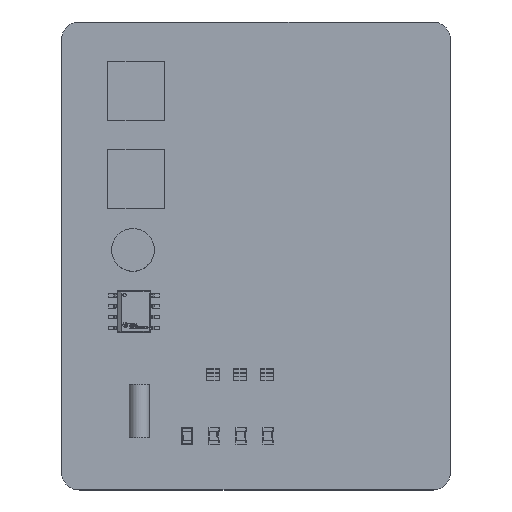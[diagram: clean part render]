
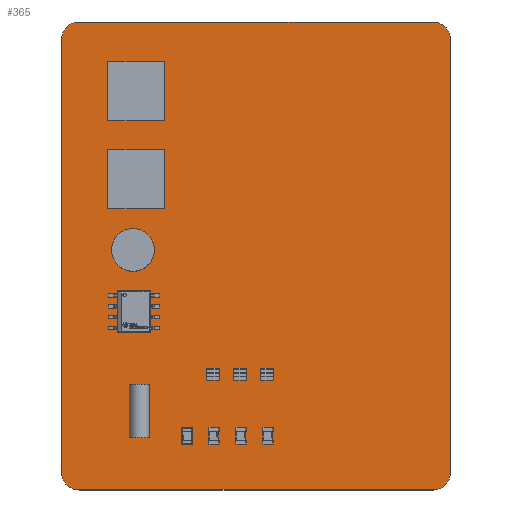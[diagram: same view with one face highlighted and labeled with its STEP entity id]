
A CAD part, top view. The second image highlights one B-rep face of the part: STEP entity #365.
In plain terms, the highlighted planar face has unit normal (0, 0, 1).
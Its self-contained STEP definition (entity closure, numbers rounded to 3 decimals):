
#100 = VERTEX_POINT('',#101);
#101 = CARTESIAN_POINT('',(82.804,27.432,0.411));
#107 = EDGE_CURVE('',#100,#108,#110,.T.);
#108 = VERTEX_POINT('',#109);
#109 = CARTESIAN_POINT('',(82.804,78.232,0.411));
#110 = LINE('',#111,#112);
#111 = CARTESIAN_POINT('',(82.804,27.432,0.411));
#112 = VECTOR('',#113,1.);
#113 = DIRECTION('',(0.,1.,0.));
#138 = EDGE_CURVE('',#108,#139,#141,.T.);
#139 = VERTEX_POINT('',#140);
#140 = CARTESIAN_POINT('',(84.836,80.391,0.411));
#141 = CIRCLE('',#142,2.097);
#142 = AXIS2_PLACEMENT_3D('',#143,#144,#145);
#143 = CARTESIAN_POINT('',(84.9,78.295,0.411));
#144 = DIRECTION('',(0.,0.,-1.));
#145 = DIRECTION('',(-1.,-0.03,0.));
#171 = EDGE_CURVE('',#139,#172,#174,.T.);
#172 = VERTEX_POINT('',#173);
#173 = CARTESIAN_POINT('',(126.365,80.391,0.411));
#174 = LINE('',#175,#176);
#175 = CARTESIAN_POINT('',(84.836,80.391,0.411));
#176 = VECTOR('',#177,1.);
#177 = DIRECTION('',(1.,0.,0.));
#202 = EDGE_CURVE('',#172,#203,#205,.T.);
#203 = VERTEX_POINT('',#204);
#204 = CARTESIAN_POINT('',(128.524,78.359,0.411));
#205 = CIRCLE('',#206,2.097);
#206 = AXIS2_PLACEMENT_3D('',#207,#208,#209);
#207 = CARTESIAN_POINT('',(126.428,78.295,0.411));
#208 = DIRECTION('',(0.,0.,-1.));
#209 = DIRECTION('',(-0.03,1.,0.));
#235 = EDGE_CURVE('',#203,#236,#238,.T.);
#236 = VERTEX_POINT('',#237);
#237 = CARTESIAN_POINT('',(128.524,27.559,0.411));
#238 = LINE('',#239,#240);
#239 = CARTESIAN_POINT('',(128.524,78.359,0.411));
#240 = VECTOR('',#241,1.);
#241 = DIRECTION('',(0.,-1.,0.));
#266 = EDGE_CURVE('',#236,#267,#269,.T.);
#267 = VERTEX_POINT('',#268);
#268 = CARTESIAN_POINT('',(126.492,25.4,0.411));
#269 = CIRCLE('',#270,2.097);
#270 = AXIS2_PLACEMENT_3D('',#271,#272,#273);
#271 = CARTESIAN_POINT('',(126.428,27.496,0.411));
#272 = DIRECTION('',(0.,0.,-1.));
#273 = DIRECTION('',(1.,0.03,0.));
#299 = EDGE_CURVE('',#267,#300,#302,.T.);
#300 = VERTEX_POINT('',#301);
#301 = CARTESIAN_POINT('',(84.963,25.4,0.411));
#302 = LINE('',#303,#304);
#303 = CARTESIAN_POINT('',(126.492,25.4,0.411));
#304 = VECTOR('',#305,1.);
#305 = DIRECTION('',(-1.,0.,0.));
#330 = EDGE_CURVE('',#300,#100,#331,.T.);
#331 = CIRCLE('',#332,2.097);
#332 = AXIS2_PLACEMENT_3D('',#333,#334,#335);
#333 = CARTESIAN_POINT('',(84.9,27.496,0.411));
#334 = DIRECTION('',(0.,0.,-1.));
#335 = DIRECTION('',(0.03,-1.,0.));
#365 = ADVANCED_FACE('',(#366),#376,.T.);
#366 = FACE_BOUND('',#367,.F.);
#367 = EDGE_LOOP('',(#368,#369,#370,#371,#372,#373,#374,#375));
#368 = ORIENTED_EDGE('',*,*,#107,.T.);
#369 = ORIENTED_EDGE('',*,*,#138,.T.);
#370 = ORIENTED_EDGE('',*,*,#171,.T.);
#371 = ORIENTED_EDGE('',*,*,#202,.T.);
#372 = ORIENTED_EDGE('',*,*,#235,.T.);
#373 = ORIENTED_EDGE('',*,*,#266,.T.);
#374 = ORIENTED_EDGE('',*,*,#299,.T.);
#375 = ORIENTED_EDGE('',*,*,#330,.T.);
#376 = PLANE('',#377);
#377 = AXIS2_PLACEMENT_3D('',#378,#379,#380);
#378 = CARTESIAN_POINT('',(82.804,27.432,0.411));
#379 = DIRECTION('',(0.,0.,1.));
#380 = DIRECTION('',(1.,0.,0.));
